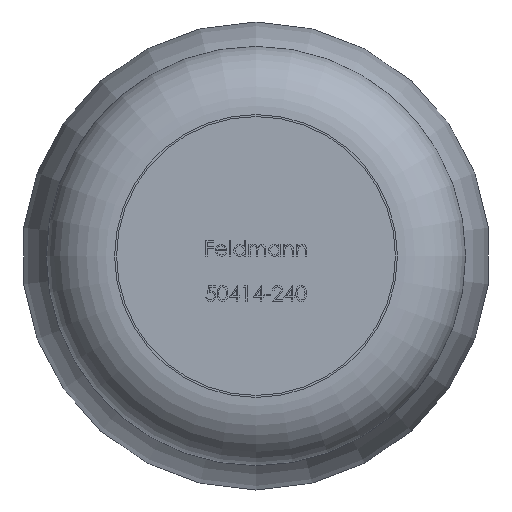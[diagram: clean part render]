
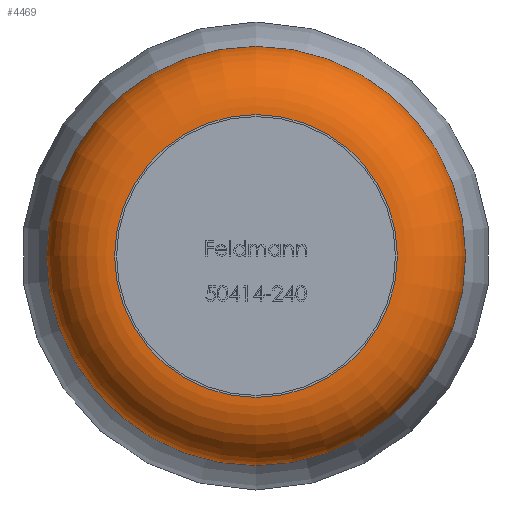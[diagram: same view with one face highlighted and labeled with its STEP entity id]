
A CAD part, front view. The second image highlights one B-rep face of the part: STEP entity #4469.
In plain terms, the highlighted toroidal (fillet/blend) face has major radius 7.25 mm and minor radius 3.5 mm.
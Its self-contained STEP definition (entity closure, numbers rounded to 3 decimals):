
#322 = CARTESIAN_POINT ( 'NONE',  ( 0., 3.5, 0. ) ) ;
#642 = DIRECTION ( 'NONE',  ( 0., 0., -1. ) ) ;
#836 = CARTESIAN_POINT ( 'NONE',  ( 0., 6.489, -9.071 ) ) ;
#943 = CIRCLE ( 'NONE', #1568, 7.25 ) ;
#1568 = AXIS2_PLACEMENT_3D ( 'NONE', #2309, #11259, #11189 ) ;
#1681 = ORIENTED_EDGE ( 'NONE', *, *, #7861, .F. ) ;
#2251 = FACE_OUTER_BOUND ( 'NONE', #2558, .T. ) ;
#2309 = CARTESIAN_POINT ( 'NONE',  ( 0., 0., 0. ) ) ;
#2399 = CARTESIAN_POINT ( 'NONE',  ( 0., 6.489, 0. ) ) ;
#2558 = EDGE_LOOP ( 'NONE', ( #1681 ) ) ;
#2804 = TOROIDAL_SURFACE ( 'NONE', #11403, 7.25, 3.5 ) ;
#2834 = EDGE_LOOP ( 'NONE', ( #7208 ) ) ;
#3207 = AXIS2_PLACEMENT_3D ( 'NONE', #2399, #9476, #642 ) ;
#3815 = EDGE_CURVE ( 'NONE', #6923, #6923, #5028, .T. ) ;
#4469 = ADVANCED_FACE ( 'NONE', ( #9479, #2251 ), #2804, .T. ) ;
#5028 = CIRCLE ( 'NONE', #3207, 9.071 ) ;
#6923 = VERTEX_POINT ( 'NONE', #836 ) ;
#7208 = ORIENTED_EDGE ( 'NONE', *, *, #3815, .T. ) ;
#7310 = VERTEX_POINT ( 'NONE', #7870 ) ;
#7861 = EDGE_CURVE ( 'NONE', #7310, #7310, #943, .T. ) ;
#7870 = CARTESIAN_POINT ( 'NONE',  ( 0., 0., -7.25 ) ) ;
#9476 = DIRECTION ( 'NONE',  ( 0., -1., 0. ) ) ;
#9479 = FACE_OUTER_BOUND ( 'NONE', #2834, .T. ) ;
#11054 = DIRECTION ( 'NONE',  ( 0., 0., -1. ) ) ;
#11136 = DIRECTION ( 'NONE',  ( 0., -1., 0. ) ) ;
#11189 = DIRECTION ( 'NONE',  ( 0., 0., -1. ) ) ;
#11259 = DIRECTION ( 'NONE',  ( 0., -1., 0. ) ) ;
#11403 = AXIS2_PLACEMENT_3D ( 'NONE', #322, #11136, #11054 ) ;
